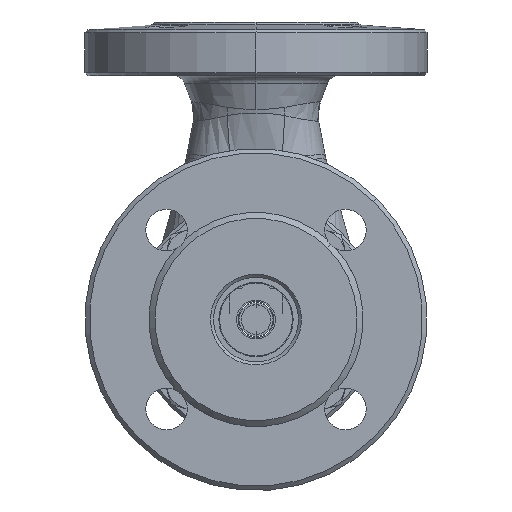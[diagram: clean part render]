
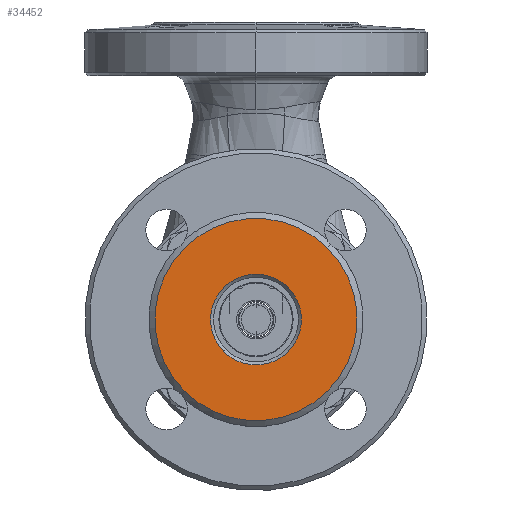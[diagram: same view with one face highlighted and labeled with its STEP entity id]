
A CAD part, front view. The second image highlights one B-rep face of the part: STEP entity #34452.
In plain terms, the highlighted planar face has unit normal (0, -1, 0).
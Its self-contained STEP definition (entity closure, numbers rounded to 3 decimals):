
#3725 = CARTESIAN_POINT ( 'NONE',  ( 0., -68., 0. ) ) ;
#4093 = ORIENTED_EDGE ( 'NONE', *, *, #57734, .T. ) ;
#4208 = CIRCLE ( 'NONE', #21217, 34. ) ;
#6400 = VERTEX_POINT ( 'NONE', #37485 ) ;
#6691 = AXIS2_PLACEMENT_3D ( 'NONE', #89194, #61509, #19217 ) ;
#8380 = EDGE_CURVE ( 'NONE', #16491, #56453, #60493, .T. ) ;
#10211 = ORIENTED_EDGE ( 'NONE', *, *, #26274, .T. ) ;
#10806 = DIRECTION ( 'NONE',  ( -0.707, 0., -0.707 ) ) ;
#16491 = VERTEX_POINT ( 'NONE', #50613 ) ;
#16555 = DIRECTION ( 'NONE',  ( 0., 1., 0. ) ) ;
#17776 = CARTESIAN_POINT ( 'NONE',  ( 0., -68., 0. ) ) ;
#19217 = DIRECTION ( 'NONE',  ( 0.707, 0., 0.707 ) ) ;
#19395 = EDGE_LOOP ( 'NONE', ( #49047, #53700 ) ) ;
#21217 = AXIS2_PLACEMENT_3D ( 'NONE', #58785, #16555, #65893 ) ;
#24841 = DIRECTION ( 'NONE',  ( -0.707, 0., -0.707 ) ) ;
#26274 = EDGE_CURVE ( 'NONE', #28060, #6400, #58546, .T. ) ;
#28060 = VERTEX_POINT ( 'NONE', #42167 ) ;
#30101 = DIRECTION ( 'NONE',  ( 0., 1., 0. ) ) ;
#30184 = EDGE_CURVE ( 'NONE', #56453, #16491, #4208, .T. ) ;
#34452 = ADVANCED_FACE ( 'NONE', ( #63876, #47280 ), #54358, .T. ) ;
#37485 = CARTESIAN_POINT ( 'NONE',  ( -10.783, -68., -10.783 ) ) ;
#42167 = CARTESIAN_POINT ( 'NONE',  ( 10.783, -68., 10.783 ) ) ;
#46441 = AXIS2_PLACEMENT_3D ( 'NONE', #17776, #67121, #24841 ) ;
#47280 = FACE_BOUND ( 'NONE', #76796, .T. ) ;
#49047 = ORIENTED_EDGE ( 'NONE', *, *, #8380, .F. ) ;
#50613 = CARTESIAN_POINT ( 'NONE',  ( -24.042, -68., -24.042 ) ) ;
#52987 = DIRECTION ( 'NONE',  ( 0., 1., 0. ) ) ;
#53700 = ORIENTED_EDGE ( 'NONE', *, *, #30184, .F. ) ;
#54358 = PLANE ( 'NONE',  #6691 ) ;
#56453 = VERTEX_POINT ( 'NONE', #81657 ) ;
#57734 = EDGE_CURVE ( 'NONE', #6400, #28060, #88395, .T. ) ;
#58546 = CIRCLE ( 'NONE', #46441, 15.25 ) ;
#58785 = CARTESIAN_POINT ( 'NONE',  ( 0., -68., 0. ) ) ;
#60493 = CIRCLE ( 'NONE', #72248, 34. ) ;
#61509 = DIRECTION ( 'NONE',  ( 0., -1., 0. ) ) ;
#63134 = AXIS2_PLACEMENT_3D ( 'NONE', #3725, #52987, #10806 ) ;
#63876 = FACE_OUTER_BOUND ( 'NONE', #19395, .T. ) ;
#65893 = DIRECTION ( 'NONE',  ( -0.707, 0., -0.707 ) ) ;
#67121 = DIRECTION ( 'NONE',  ( 0., 1., 0. ) ) ;
#72248 = AXIS2_PLACEMENT_3D ( 'NONE', #72330, #30101, #79387 ) ;
#72330 = CARTESIAN_POINT ( 'NONE',  ( 0., -68., 0. ) ) ;
#76796 = EDGE_LOOP ( 'NONE', ( #10211, #4093 ) ) ;
#79387 = DIRECTION ( 'NONE',  ( -0.707, 0., -0.707 ) ) ;
#81657 = CARTESIAN_POINT ( 'NONE',  ( 24.042, -68., 24.042 ) ) ;
#88395 = CIRCLE ( 'NONE', #63134, 15.25 ) ;
#89194 = CARTESIAN_POINT ( 'NONE',  ( -14.849, -68., 14.849 ) ) ;
